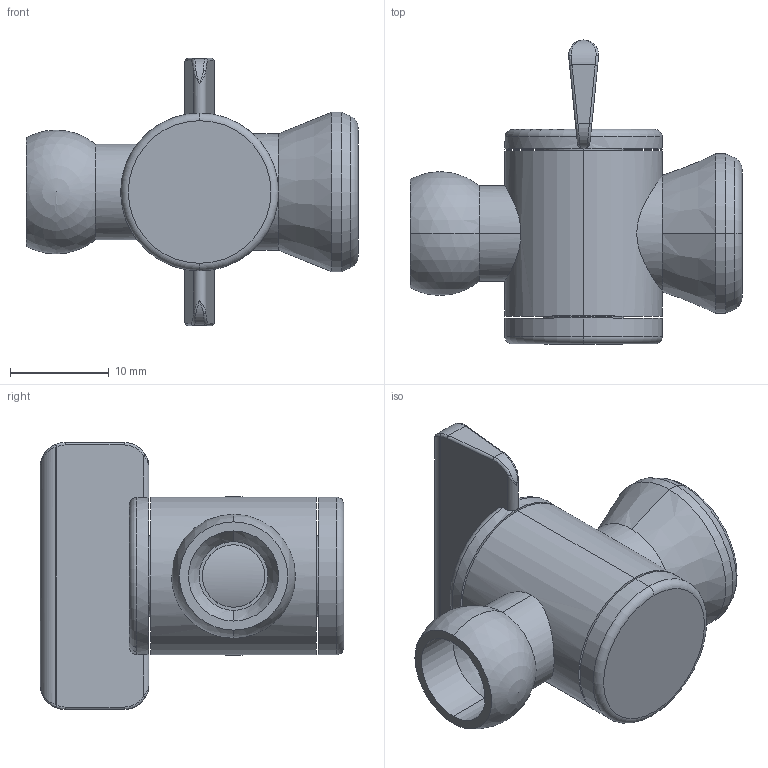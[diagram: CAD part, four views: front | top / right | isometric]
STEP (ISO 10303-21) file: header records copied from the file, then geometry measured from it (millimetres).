
FILE_DESCRIPTION (( 'STEP AP203' ), '1' );
FILE_NAME ('1-4 Inline Valve.STEP', '2005-02-04T21:35:45', ( 'mark lockwood' ), ( 'lockwood products inc.' ), 'SwSTEP 2.0', 'SolidWorks 2004146', '' );
FILE_SCHEMA (( 'CONFIG_CONTROL_DESIGN' ));
Length unit declared in the file: inch
Products named in the file (1): 1-4 Inline Valve
Bounding box: 33.71 x 30.84 x 27.13 mm (x, y, z)
Volume: 5997 mm3; surface area: 4013.3 mm2
Topology: 1 solids, 1 shells, 89 faces, 212 edges, 122 vertices
Faces by surface type: cylinder 41, bspline 16, plane 14, cone 8, torus 6, sphere 4
Entity records: 7265 total; most frequent: CARTESIAN_POINT 5368, ORIENTED_EDGE 388, DIRECTION 362, EDGE_CURVE 194, AXIS2_PLACEMENT_3D 156, VERTEX_POINT 116, EDGE_LOOP 98, ADVANCED_FACE 89
